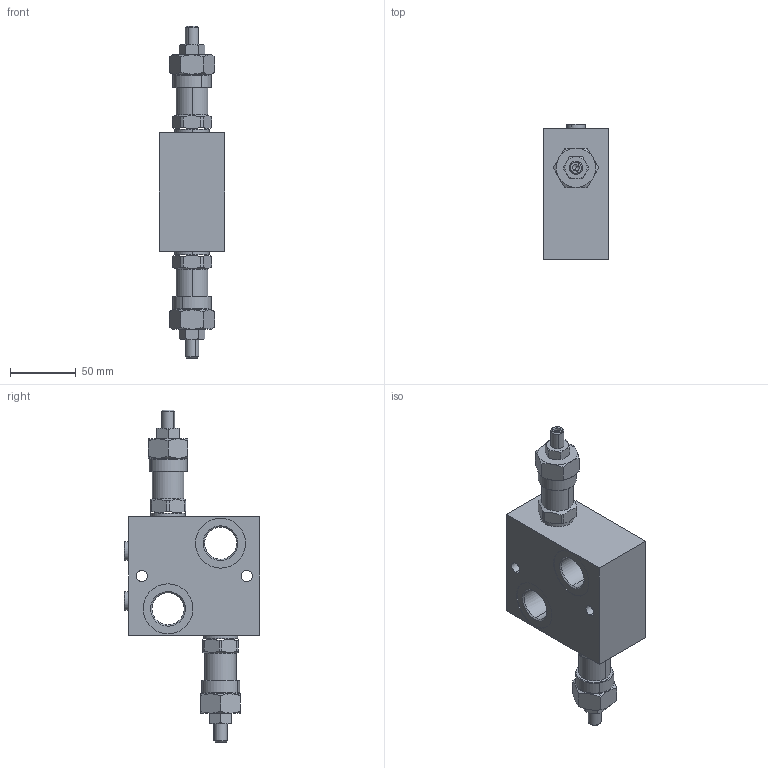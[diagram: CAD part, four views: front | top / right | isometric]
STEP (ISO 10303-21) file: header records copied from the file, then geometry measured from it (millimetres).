
FILE_DESCRIPTION (( 'STEP AP214' ), '1' );
FILE_NAME ('051601030420000.STEP', '2025-06-04T08:52:01', ( '' ), ( '' ), 'SwSTEP 2.0', 'SolidWorks 2023', '' );
FILE_SCHEMA (( 'AUTOMOTIVE_DESIGN' ));
Length unit declared in the file: millimetre
Products named in the file (1): 051601030420000
Bounding box: 50 x 103.5 x 253 mm (x, y, z)
Surface area: 63704.2 mm2 (no closed solid volume)
Topology: 0 solids, 15 shells, 230 faces, 627 edges, 411 vertices
Faces by surface type: plane 98, cone 74, cylinder 54, torus 4
Entity records: 8204 total; most frequent: CARTESIAN_POINT 2583, DIRECTION 1159, ORIENTED_EDGE 1079, EDGE_CURVE 623, AXIS2_PLACEMENT_3D 447, VERTEX_POINT 411, LINE 265, VECTOR 265
